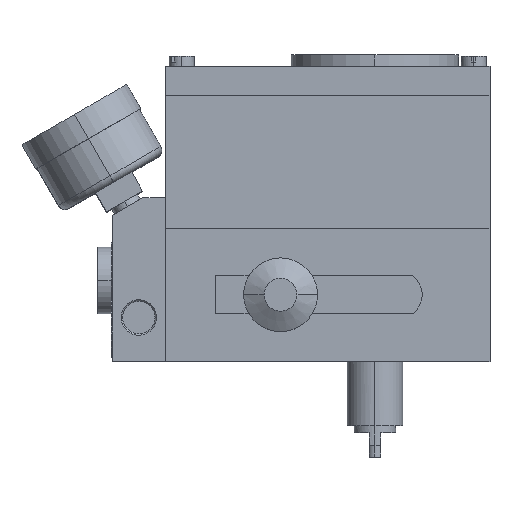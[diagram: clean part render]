
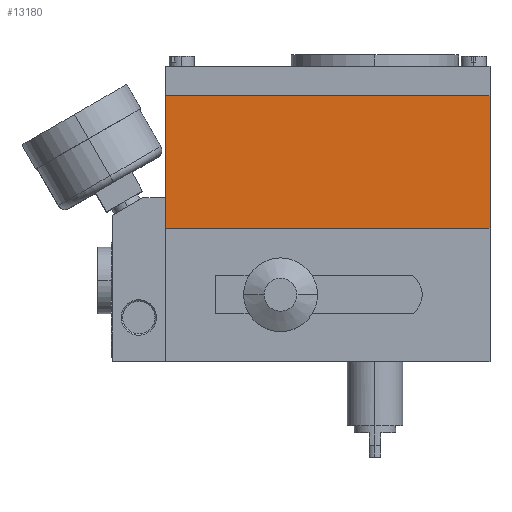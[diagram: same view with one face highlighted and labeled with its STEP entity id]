
A CAD part, top view. The second image highlights one B-rep face of the part: STEP entity #13180.
In plain terms, the highlighted planar face has unit normal (0, 0, 1).
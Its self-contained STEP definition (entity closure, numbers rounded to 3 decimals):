
#21 = CARTESIAN_POINT ( 'NONE',  ( 39., 0., 45. ) ) ;
#704 = CARTESIAN_POINT ( 'NONE',  ( -71., 0., 45. ) ) ;
#857 = VERTEX_POINT ( 'NONE', #704 ) ;
#1298 = DIRECTION ( 'NONE',  ( -1., 0., 0. ) ) ;
#1639 = VECTOR ( 'NONE', #10313, 1000. ) ;
#1653 = LINE ( 'NONE', #5030, #5053 ) ;
#2392 = LINE ( 'NONE', #4598, #5756 ) ;
#2609 = VERTEX_POINT ( 'NONE', #6271 ) ;
#3021 = EDGE_LOOP ( 'NONE', ( #6499, #8481, #11978, #11159 ) ) ;
#3544 = PLANE ( 'NONE',  #7357 ) ;
#3941 = EDGE_CURVE ( 'NONE', #6470, #2609, #2392, .T. ) ;
#4346 = EDGE_CURVE ( 'NONE', #857, #2609, #1653, .T. ) ;
#4598 = CARTESIAN_POINT ( 'NONE',  ( 39., 45., 45. ) ) ;
#4711 = EDGE_CURVE ( 'NONE', #857, #8710, #8681, .T. ) ;
#4817 = EDGE_CURVE ( 'NONE', #8710, #6470, #13641, .T. ) ;
#5030 = CARTESIAN_POINT ( 'NONE',  ( -71., -148.661, 45. ) ) ;
#5053 = VECTOR ( 'NONE', #12856, 1000. ) ;
#5725 = DIRECTION ( 'NONE',  ( -1., 0., 0. ) ) ;
#5733 = VECTOR ( 'NONE', #10175, 1000. ) ;
#5756 = VECTOR ( 'NONE', #5725, 1000. ) ;
#5984 = CARTESIAN_POINT ( 'NONE',  ( 39., 45., 45. ) ) ;
#6271 = CARTESIAN_POINT ( 'NONE',  ( -71., 45., 45. ) ) ;
#6470 = VERTEX_POINT ( 'NONE', #5984 ) ;
#6499 = ORIENTED_EDGE ( 'NONE', *, *, #4346, .F. ) ;
#7357 = AXIS2_PLACEMENT_3D ( 'NONE', #13678, #8031, #1298 ) ;
#8004 = FACE_OUTER_BOUND ( 'NONE', #3021, .T. ) ;
#8031 = DIRECTION ( 'NONE',  ( 0., 0., -1. ) ) ;
#8481 = ORIENTED_EDGE ( 'NONE', *, *, #4711, .T. ) ;
#8681 = LINE ( 'NONE', #21, #5733 ) ;
#8710 = VERTEX_POINT ( 'NONE', #9096 ) ;
#9096 = CARTESIAN_POINT ( 'NONE',  ( 39., 0., 45. ) ) ;
#9217 = CARTESIAN_POINT ( 'NONE',  ( 39., -148.661, 45. ) ) ;
#10175 = DIRECTION ( 'NONE',  ( 1., 0., 0. ) ) ;
#10313 = DIRECTION ( 'NONE',  ( 0., 1., 0. ) ) ;
#11159 = ORIENTED_EDGE ( 'NONE', *, *, #3941, .T. ) ;
#11978 = ORIENTED_EDGE ( 'NONE', *, *, #4817, .T. ) ;
#12856 = DIRECTION ( 'NONE',  ( 0., 1., 0. ) ) ;
#13180 = ADVANCED_FACE ( 'NONE', ( #8004 ), #3544, .F. ) ;
#13641 = LINE ( 'NONE', #9217, #1639 ) ;
#13678 = CARTESIAN_POINT ( 'NONE',  ( 39., -148.661, 45. ) ) ;
